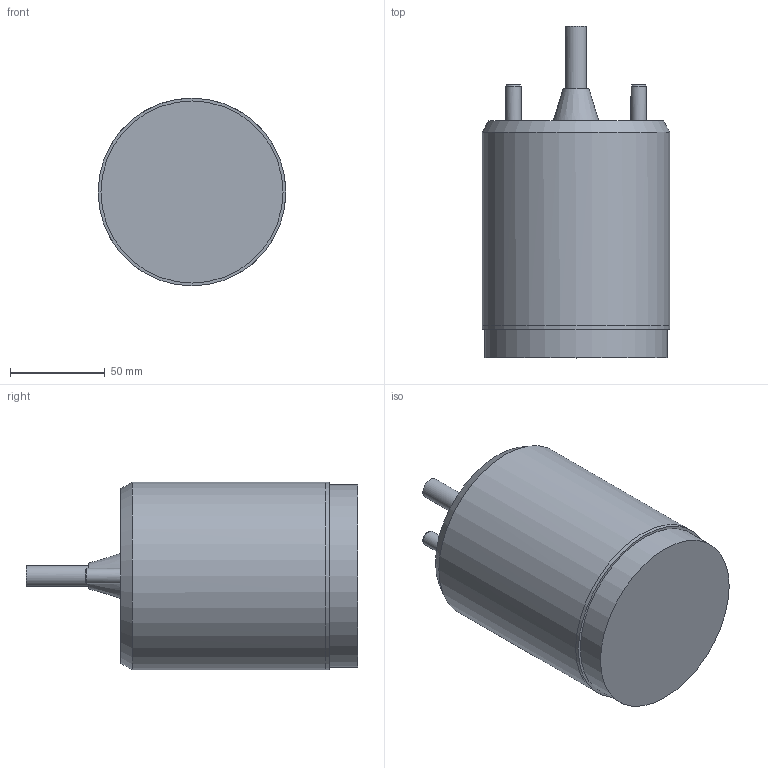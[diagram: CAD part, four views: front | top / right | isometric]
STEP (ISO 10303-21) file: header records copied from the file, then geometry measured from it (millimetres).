
FILE_DESCRIPTION (( 'STEP AP203' ), '1' );
FILE_NAME ('DL850S27G-SB for Customers 3D version.STEP', '2021-03-22T17:44:53', ( '' ), ( '' ), 'SwSTEP 2.0', 'SolidWorks 2020', '' );
FILE_SCHEMA (( 'CONFIG_CONTROL_DESIGN' ));
Length unit declared in the file: millimetre
Products named in the file (1): DL850S27G-SB for Customers 3D version
Bounding box: 99 x 175 x 99 mm (x, y, z)
Volume: 961972.3 mm3; surface area: 56133.7 mm2
Topology: 1 solids, 1 shells, 22 faces, 43 edges, 30 vertices
Faces by surface type: plane 12, cylinder 6, cone 4
Full cylindrical faces by diameter (mm): 8 x2, 11 x1, 96 x1, 99 x2
Entity records: 563 total; most frequent: CARTESIAN_POINT 90, DIRECTION 89, ORIENTED_EDGE 56, AXIS2_PLACEMENT_3D 41, EDGE_LOOP 38, EDGE_CURVE 28, FACE_OUTER_BOUND 28, VERTEX_POINT 24
